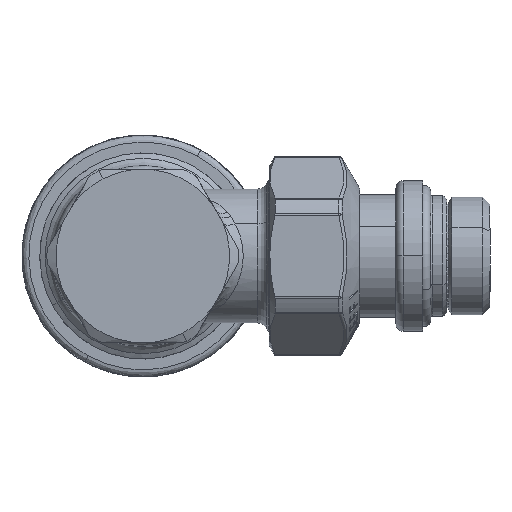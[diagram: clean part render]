
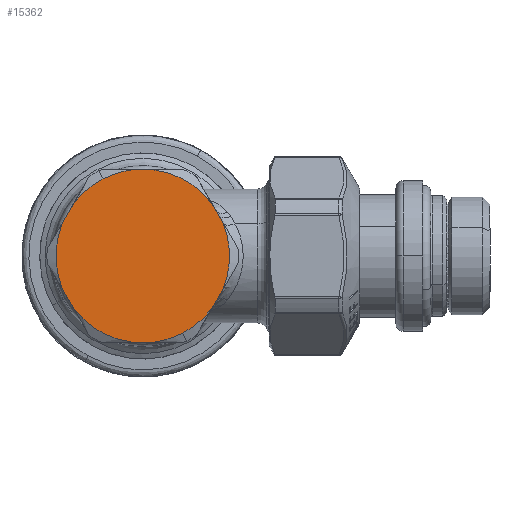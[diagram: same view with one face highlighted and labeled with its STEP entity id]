
A CAD part, front view. The second image highlights one B-rep face of the part: STEP entity #15362.
In plain terms, the highlighted planar face has unit normal (0, -1, 0).
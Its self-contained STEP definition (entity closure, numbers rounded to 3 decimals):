
#13376=CARTESIAN_POINT('Vertex',(1.546,-20.,-11.9)) ;
#13381=CARTESIAN_POINT('Line Origine',(0.,-20.,-11.9)) ;
#13385=CARTESIAN_POINT('Vertex',(-1.546,-20.,-11.9)) ;
#13640=CARTESIAN_POINT('Vertex',(11.079,-20.,-4.611)) ;
#13645=CARTESIAN_POINT('Line Origine',(10.306,-20.,-5.95)) ;
#13649=CARTESIAN_POINT('Vertex',(9.533,-20.,-7.289)) ;
#13820=CARTESIAN_POINT('Vertex',(9.533,-20.,7.289)) ;
#13825=CARTESIAN_POINT('Line Origine',(10.306,-20.,5.95)) ;
#13829=CARTESIAN_POINT('Vertex',(11.079,-20.,4.611)) ;
#13977=CARTESIAN_POINT('Vertex',(-9.533,-20.,-7.289)) ;
#13982=CARTESIAN_POINT('Line Origine',(-10.306,-20.,-5.95)) ;
#13986=CARTESIAN_POINT('Vertex',(-11.079,-20.,-4.611)) ;
#14477=CARTESIAN_POINT('Vertex',(-1.546,-20.,11.9)) ;
#14482=CARTESIAN_POINT('Line Origine',(0.,-20.,11.9)) ;
#14486=CARTESIAN_POINT('Vertex',(1.546,-20.,11.9)) ;
#14741=CARTESIAN_POINT('Vertex',(-11.079,-20.,4.611)) ;
#14746=CARTESIAN_POINT('Line Origine',(-10.306,-20.,5.95)) ;
#14750=CARTESIAN_POINT('Vertex',(-9.533,-20.,7.289)) ;
#15274=CARTESIAN_POINT('Axis2P3D Location',(0.,-20.,0.)) ;
#15302=CARTESIAN_POINT('Axis2P3D Location',(0.29,-20.,11.996)) ;
#15307=CARTESIAN_POINT('Axis2P3D Location',(0.,-20.,0.)) ;
#15312=CARTESIAN_POINT('Axis2P3D Location',(0.,-20.,0.)) ;
#15317=CARTESIAN_POINT('Axis2P3D Location',(0.,-20.,0.)) ;
#15321=CARTESIAN_POINT('Vertex',(-5.497,-20.,10.667)) ;
#15324=CARTESIAN_POINT('Axis2P3D Location',(0.,-20.,0.)) ;
#15329=CARTESIAN_POINT('Axis2P3D Location',(0.,-20.,0.)) ;
#15334=CARTESIAN_POINT('Axis2P3D Location',(0.,-20.,0.)) ;
#15338=CARTESIAN_POINT('Vertex',(5.497,-20.,-10.667)) ;
#15341=CARTESIAN_POINT('Axis2P3D Location',(0.,-20.,0.)) ;
#13383=VECTOR('Line Direction',#13382,1.) ;
#13647=VECTOR('Line Direction',#13646,1.) ;
#13827=VECTOR('Line Direction',#13826,1.) ;
#13984=VECTOR('Line Direction',#13983,1.) ;
#14484=VECTOR('Line Direction',#14483,1.) ;
#14748=VECTOR('Line Direction',#14747,1.) ;
#13382=DIRECTION('Vector Direction',(1.,0.,0.)) ;
#13646=DIRECTION('Vector Direction',(-0.5,0.,-0.866)) ;
#13826=DIRECTION('Vector Direction',(-0.5,0.,0.866)) ;
#13983=DIRECTION('Vector Direction',(0.5,0.,-0.866)) ;
#14483=DIRECTION('Vector Direction',(-1.,0.,0.)) ;
#14747=DIRECTION('Vector Direction',(0.5,0.,0.866)) ;
#15275=DIRECTION('Axis2P3D Direction',(0.,1.,0.)) ;
#15303=DIRECTION('Axis2P3D Direction',(0.,-1.,0.)) ;
#15304=DIRECTION('Axis2P3D XDirection',(1.,0.,-0.024)) ;
#15308=DIRECTION('Axis2P3D Direction',(0.,-1.,0.)) ;
#15313=DIRECTION('Axis2P3D Direction',(0.,-1.,0.)) ;
#15318=DIRECTION('Axis2P3D Direction',(0.,-1.,0.)) ;
#15325=DIRECTION('Axis2P3D Direction',(0.,-1.,0.)) ;
#15330=DIRECTION('Axis2P3D Direction',(0.,-1.,0.)) ;
#15335=DIRECTION('Axis2P3D Direction',(0.,-1.,0.)) ;
#15342=DIRECTION('Axis2P3D Direction',(0.,-1.,0.)) ;
#15276=AXIS2_PLACEMENT_3D('Circle Axis2P3D',#15274,#15275,$) ;
#15305=AXIS2_PLACEMENT_3D('Plane Axis2P3D',#15302,#15303,#15304) ;
#15309=AXIS2_PLACEMENT_3D('Circle Axis2P3D',#15307,#15308,$) ;
#15314=AXIS2_PLACEMENT_3D('Circle Axis2P3D',#15312,#15313,$) ;
#15319=AXIS2_PLACEMENT_3D('Circle Axis2P3D',#15317,#15318,$) ;
#15326=AXIS2_PLACEMENT_3D('Circle Axis2P3D',#15324,#15325,$) ;
#15331=AXIS2_PLACEMENT_3D('Circle Axis2P3D',#15329,#15330,$) ;
#15336=AXIS2_PLACEMENT_3D('Circle Axis2P3D',#15334,#15335,$) ;
#15343=AXIS2_PLACEMENT_3D('Circle Axis2P3D',#15341,#15342,$) ;
#13384=LINE('Line',#13381,#13383) ;
#13648=LINE('Line',#13645,#13647) ;
#13828=LINE('Line',#13825,#13827) ;
#13985=LINE('Line',#13982,#13984) ;
#14485=LINE('Line',#14482,#14484) ;
#14749=LINE('Line',#14746,#14748) ;
#15277=CIRCLE('generated circle',#15276,12.) ;
#15310=CIRCLE('generated circle',#15309,12.) ;
#15315=CIRCLE('generated circle',#15314,12.) ;
#15320=CIRCLE('generated circle',#15319,12.) ;
#15327=CIRCLE('generated circle',#15326,12.) ;
#15332=CIRCLE('generated circle',#15331,12.) ;
#15337=CIRCLE('generated circle',#15336,12.) ;
#15344=CIRCLE('generated circle',#15343,12.) ;
#15306=PLANE('',#15305) ;
#13387=EDGE_CURVE('',#13386,#13377,#13384,.T.) ;
#13651=EDGE_CURVE('',#13641,#13650,#13648,.T.) ;
#13831=EDGE_CURVE('',#13830,#13821,#13828,.T.) ;
#13988=EDGE_CURVE('',#13987,#13978,#13985,.T.) ;
#14488=EDGE_CURVE('',#14487,#14478,#14485,.T.) ;
#14752=EDGE_CURVE('',#14742,#14751,#14749,.T.) ;
#15278=EDGE_CURVE('',#13978,#13386,#15277,.F.) ;
#15311=EDGE_CURVE('',#13641,#13830,#15310,.T.) ;
#15316=EDGE_CURVE('',#13821,#14487,#15315,.T.) ;
#15323=EDGE_CURVE('',#14478,#15322,#15320,.T.) ;
#15328=EDGE_CURVE('',#15322,#14751,#15327,.T.) ;
#15333=EDGE_CURVE('',#14742,#13987,#15332,.T.) ;
#15340=EDGE_CURVE('',#13377,#15339,#15337,.T.) ;
#15345=EDGE_CURVE('',#15339,#13650,#15344,.T.) ;
#15347=ORIENTED_EDGE('',*,*,#15311,.T.) ;
#15348=ORIENTED_EDGE('',*,*,#13831,.T.) ;
#15349=ORIENTED_EDGE('',*,*,#15316,.T.) ;
#15350=ORIENTED_EDGE('',*,*,#14488,.T.) ;
#15351=ORIENTED_EDGE('',*,*,#15323,.T.) ;
#15352=ORIENTED_EDGE('',*,*,#15328,.T.) ;
#15353=ORIENTED_EDGE('',*,*,#14752,.F.) ;
#15354=ORIENTED_EDGE('',*,*,#15333,.T.) ;
#15355=ORIENTED_EDGE('',*,*,#13988,.T.) ;
#15356=ORIENTED_EDGE('',*,*,#15278,.T.) ;
#15357=ORIENTED_EDGE('',*,*,#13387,.T.) ;
#15358=ORIENTED_EDGE('',*,*,#15340,.T.) ;
#15359=ORIENTED_EDGE('',*,*,#15345,.T.) ;
#15360=ORIENTED_EDGE('',*,*,#13651,.F.) ;
#15346=EDGE_LOOP('',(#15347,#15348,#15349,#15350,#15351,#15352,#15353,#15354,#15355,#15356,#15357,#15358,#15359,#15360)) ;
#13377=VERTEX_POINT('',#13376) ;
#13386=VERTEX_POINT('',#13385) ;
#13641=VERTEX_POINT('',#13640) ;
#13650=VERTEX_POINT('',#13649) ;
#13821=VERTEX_POINT('',#13820) ;
#13830=VERTEX_POINT('',#13829) ;
#13978=VERTEX_POINT('',#13977) ;
#13987=VERTEX_POINT('',#13986) ;
#14478=VERTEX_POINT('',#14477) ;
#14487=VERTEX_POINT('',#14486) ;
#14742=VERTEX_POINT('',#14741) ;
#14751=VERTEX_POINT('',#14750) ;
#15322=VERTEX_POINT('',#15321) ;
#15339=VERTEX_POINT('',#15338) ;
#15362=ADVANCED_FACE('PartBody',(#15361),#15306,.T.) ;
#15361=FACE_OUTER_BOUND('',#15346,.T.) ;
